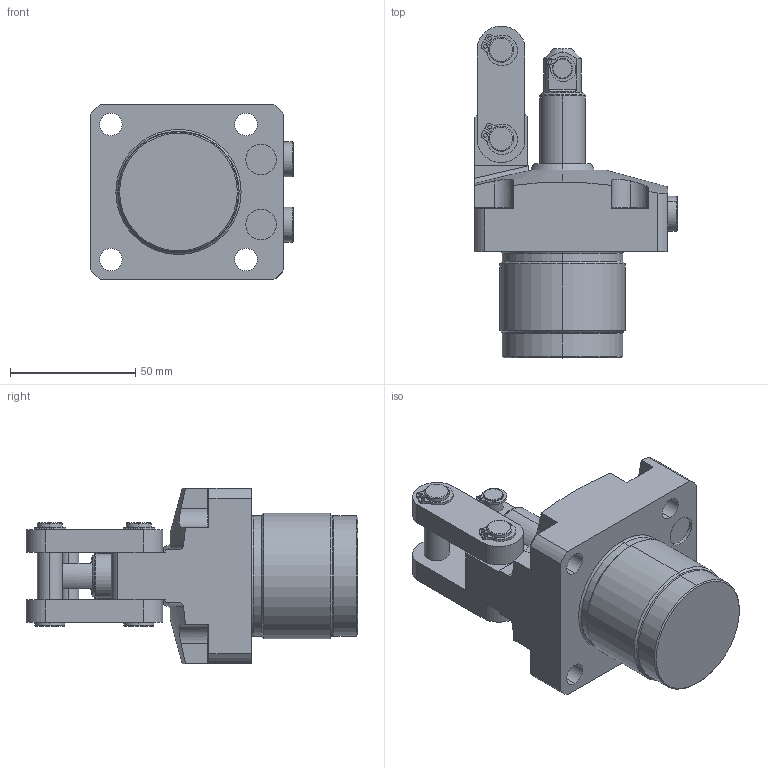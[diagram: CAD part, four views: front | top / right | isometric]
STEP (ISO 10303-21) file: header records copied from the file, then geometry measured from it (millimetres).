
FILE_DESCRIPTION (( 'STEP AP214' ), '1' );
FILE_NAME ('CLW10-F.STEP', '2006-01-11T00:07:40', ( '' ), ( '' ), 'SwSTEP 2.0', 'SolidWorks 2004334', '' );
FILE_SCHEMA (( 'AUTOMOTIVE_DESIGN' ));
Length unit declared in the file: millimetre
Products named in the file (5): CLW10piston_蹬怮椔; CLW10cylinder(F)_蹬怮椔; CLW10link_蹬怮椔; CLW10-F; BSPP-G1-8_蹬怮椔
Assembly tree (5 placements, depth 2):
  CLW10-F
    BSPP-G1-8_蹬怮椔  x2
    CLW10link_蹬怮椔
    CLW10piston_蹬怮椔
    CLW10cylinder(F)_蹬怮椔
Bounding box: 80.8 x 132.5 x 70 mm (x, y, z)
Volume: 258870.9 mm3; surface area: 44275.7 mm2
Topology: 5 solids, 5 shells, 301 faces, 719 edges, 457 vertices
Faces by surface type: cylinder 128, plane 114, torus 30, cone 27, bspline 2
Entity records: 9360 total; most frequent: CARTESIAN_POINT 2462, DIRECTION 1518, ORIENTED_EDGE 1346, EDGE_CURVE 673, AXIS2_PLACEMENT_3D 603, VERTEX_POINT 429, EDGE_LOOP 318, CIRCLE 318
